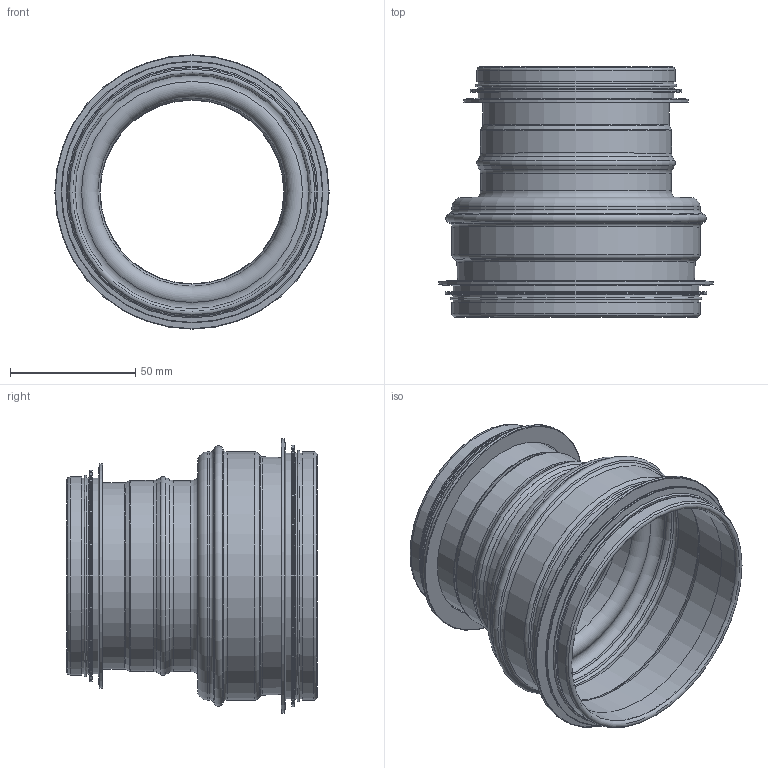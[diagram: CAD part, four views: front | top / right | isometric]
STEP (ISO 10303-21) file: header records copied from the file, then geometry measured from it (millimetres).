
FILE_DESCRIPTION((''),'2;1');
FILE_NAME('HFC_03-02.stp','2014-02-19T13:41:56',(''),(''),'Autodesk Inventor 2013','Autodesk Inventor 2013','');
FILE_SCHEMA(('AUTOMOTIVE_DESIGN { 1 2 10303 214 0 1 1 1 }'));
Length unit declared in the file: millimetre
Products named in the file (4): HFC_03-02; HFC_Rörämne-03-02; 999002; 999003
Assembly tree (3 placements, depth 2):
  HFC_03-02
    HFC_Rörämne-03-02
    999002
    999003
Bounding box: 109.45 x 100 x 109.45 mm (x, y, z)
Volume: 36103.4 mm3; surface area: 97157.3 mm2
Topology: 3 solids, 3 shells, 98 faces, 187 edges, 101 vertices
Faces by surface type: torus 40, cylinder 28, cone 18, plane 12
Full cylindrical faces by diameter (mm): 73.25 x1, 74.25 x1, 75.25 x2, 75.45 x1, 76.25 x2, 78.05 x4, 79.05 x1, 84.45 x1, 89.45 x1, 93.25 x1, 94.25 x1, 95.45 x1, 98.05 x6, 99.05 x3, 104.45 x1, 109.45 x1
Entity records: 2142 total; most frequent: DIRECTION 406, CARTESIAN_POINT 301, AXIS2_PLACEMENT_3D 203, ORIENTED_EDGE 196, EDGE_LOOP 196, VERTEX_POINT 98, CIRCLE 98, EDGE_CURVE 98
